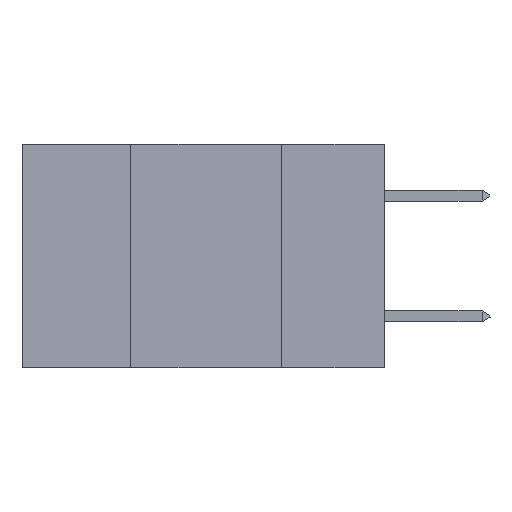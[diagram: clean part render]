
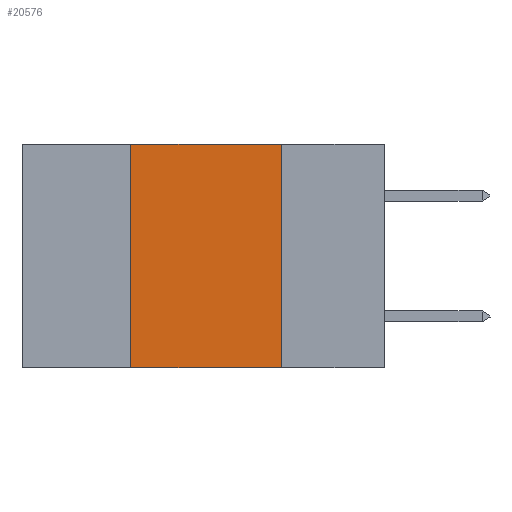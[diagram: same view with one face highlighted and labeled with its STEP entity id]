
A CAD part, left-side view. The second image highlights one B-rep face of the part: STEP entity #20576.
In plain terms, the highlighted planar face has unit normal (-1, 0, 0).
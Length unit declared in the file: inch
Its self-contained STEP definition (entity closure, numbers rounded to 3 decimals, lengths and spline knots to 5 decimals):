
#381 = ORIENTED_EDGE ( 'NONE', *, *, #19497, .F. ) ;
#476 = VECTOR ( 'NONE', #6230, 39.37008 ) ;
#1109 = CARTESIAN_POINT ( 'NONE',  ( 0., 0.42, 0. ) ) ;
#1395 = LINE ( 'NONE', #18753, #13290 ) ;
#1774 = LINE ( 'NONE', #3825, #16013 ) ;
#2576 = FACE_OUTER_BOUND ( 'NONE', #22920, .T. ) ;
#2671 = ORIENTED_EDGE ( 'NONE', *, *, #11378, .F. ) ;
#2837 = DIRECTION ( 'NONE',  ( 1., 0., 0. ) ) ;
#3335 = VERTEX_POINT ( 'NONE', #13210 ) ;
#3645 = VERTEX_POINT ( 'NONE', #6693 ) ;
#3825 = CARTESIAN_POINT ( 'NONE',  ( 0., 0.17, 0. ) ) ;
#4768 = DIRECTION ( 'NONE',  ( 0., 0., -1. ) ) ;
#5079 = DIRECTION ( 'NONE',  ( 0., 0., 1. ) ) ;
#6230 = DIRECTION ( 'NONE',  ( 0., -1., 0. ) ) ;
#6693 = CARTESIAN_POINT ( 'NONE',  ( 0., 0.17, 0. ) ) ;
#7544 = CARTESIAN_POINT ( 'NONE',  ( 0., 0.42, -0.37 ) ) ;
#7634 = VERTEX_POINT ( 'NONE', #17891 ) ;
#9816 = LINE ( 'NONE', #16191, #476 ) ;
#10895 = CARTESIAN_POINT ( 'NONE',  ( 0., 0.6, 0. ) ) ;
#11378 = EDGE_CURVE ( 'NONE', #3335, #3645, #1395, .T. ) ;
#11568 = AXIS2_PLACEMENT_3D ( 'NONE', #10895, #2837, #4768 ) ;
#12755 = VERTEX_POINT ( 'NONE', #7544 ) ;
#13064 = ORIENTED_EDGE ( 'NONE', *, *, #18316, .F. ) ;
#13210 = CARTESIAN_POINT ( 'NONE',  ( 0., 0.42, 0. ) ) ;
#13290 = VECTOR ( 'NONE', #15200, 39.37008 ) ;
#15200 = DIRECTION ( 'NONE',  ( 0., -1., 0. ) ) ;
#15412 = ORIENTED_EDGE ( 'NONE', *, *, #18125, .T. ) ;
#15462 = DIRECTION ( 'NONE',  ( 0., 0., -1. ) ) ;
#16013 = VECTOR ( 'NONE', #15462, 39.37008 ) ;
#16191 = CARTESIAN_POINT ( 'NONE',  ( 0., 0.6, -0.37 ) ) ;
#17891 = CARTESIAN_POINT ( 'NONE',  ( 0., 0.17, -0.37 ) ) ;
#18125 = EDGE_CURVE ( 'NONE', #12755, #7634, #9816, .T. ) ;
#18316 = EDGE_CURVE ( 'NONE', #12755, #3335, #24339, .T. ) ;
#18656 = PLANE ( 'NONE',  #11568 ) ;
#18753 = CARTESIAN_POINT ( 'NONE',  ( 0., 0.6, 0. ) ) ;
#19497 = EDGE_CURVE ( 'NONE', #3645, #7634, #1774, .T. ) ;
#20576 = ADVANCED_FACE ( 'NONE', ( #2576 ), #18656, .F. ) ;
#22920 = EDGE_LOOP ( 'NONE', ( #381, #2671, #13064, #15412 ) ) ;
#24339 = LINE ( 'NONE', #1109, #24525 ) ;
#24525 = VECTOR ( 'NONE', #5079, 39.37008 ) ;
